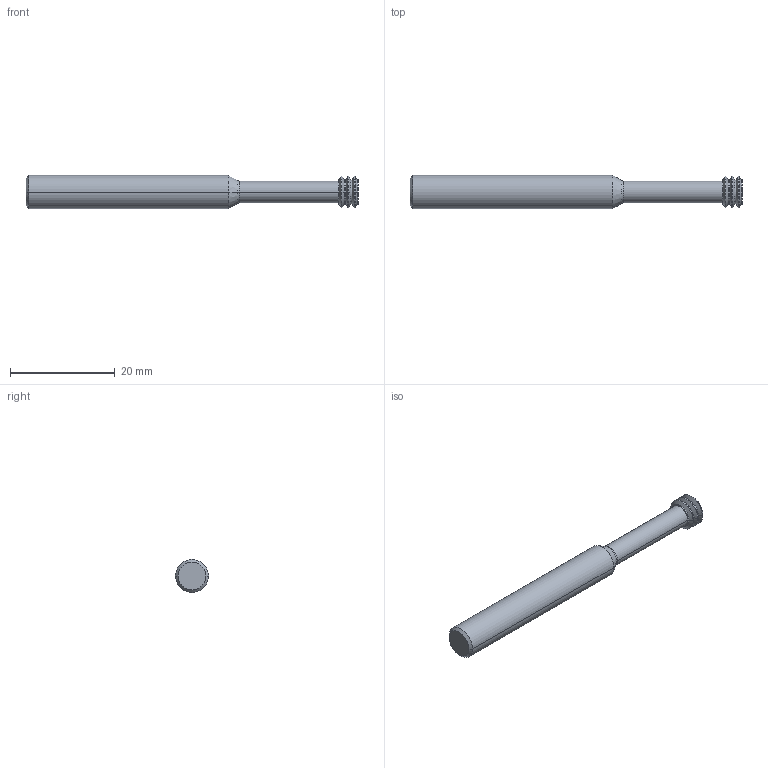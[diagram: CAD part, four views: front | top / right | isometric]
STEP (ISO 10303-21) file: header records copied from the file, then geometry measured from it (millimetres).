
FILE_DESCRIPTION (( 'STEP AP214' ), '1' );
FILE_NAME ('TMLR8-1-25MMEL.STEP', '2019-04-25T19:32:28', ( '' ), ( '' ), 'SwSTEP 2.0', 'SolidWorks 2018', '' );
FILE_SCHEMA (( 'AUTOMOTIVE_DESIGN' ));
Length unit declared in the file: inch
Products named in the file (1): TMLR8-1-25MMEL
Bounding box: 63.44 x 6.34 x 6.34 mm (x, y, z)
Volume: 1606.9 mm3; surface area: 1206.8 mm2
Topology: 1 solids, 1 shells, 39 faces, 76 edges, 40 vertices
Faces by surface type: cylinder 18, cone 16, plane 3, torus 2
Entity records: 1016 total; most frequent: DIRECTION 198, CARTESIAN_POINT 156, ORIENTED_EDGE 152, AXIS2_PLACEMENT_3D 82, EDGE_CURVE 76, CIRCLE 42, VERTEX_POINT 40, EDGE_LOOP 40
